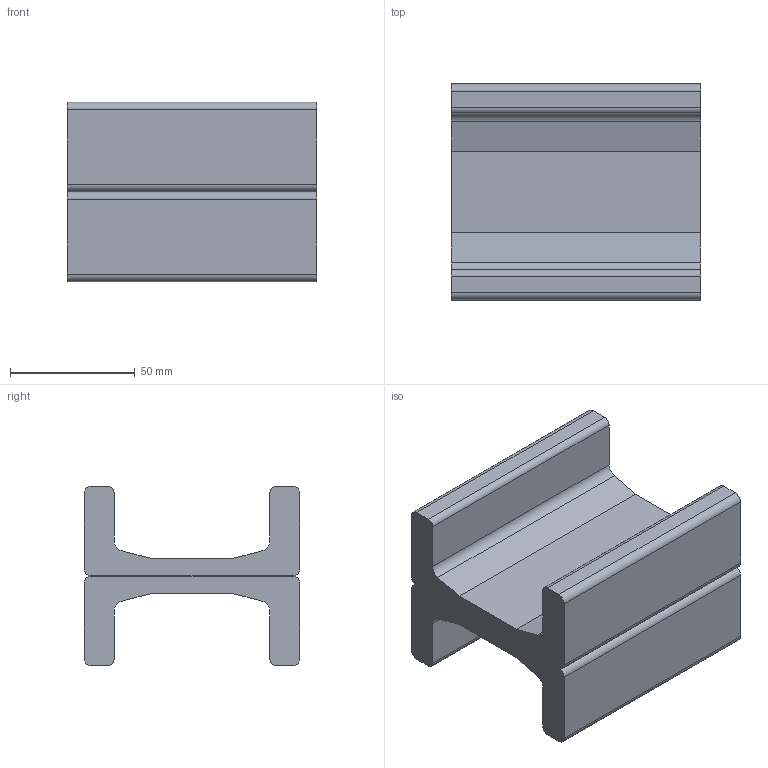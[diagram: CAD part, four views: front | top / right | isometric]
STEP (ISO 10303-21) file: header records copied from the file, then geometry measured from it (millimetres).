
FILE_DESCRIPTION((''),'2;1');
FILE_NAME('IP 060 0800.stp','2011-08-24T11:25:52',('Kircher'),(''),'Autodesk Inventor 2011','Autodesk Inventor 2011','');
FILE_SCHEMA(('CONFIG_CONTROL_DESIGN'));
Length unit declared in the file: millimetre
Products named in the file (2): IP 060 0700; UP 060 0700
Assembly tree (2 placements, depth 2):
  IP 060 0700
    UP 060 0700  x2
Bounding box: 100 x 86.5 x 72 mm (x, y, z)
Volume: 270679.8 mm3; surface area: 62823.6 mm2
Topology: 2 solids, 2 shells, 40 faces, 108 edges, 72 vertices
Faces by surface type: plane 24, cylinder 16
Entity records: 694 total; most frequent: DIRECTION 118, CARTESIAN_POINT 114, ORIENTED_EDGE 108, EDGE_CURVE 54, AXIS2_PLACEMENT_3D 40, VECTOR 38, LINE 38, VERTEX_POINT 36
